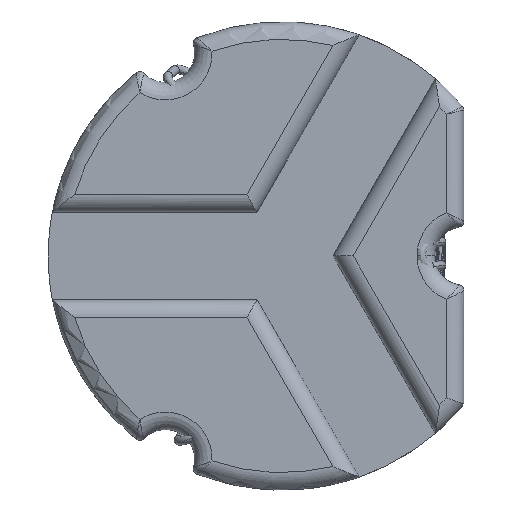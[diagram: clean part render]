
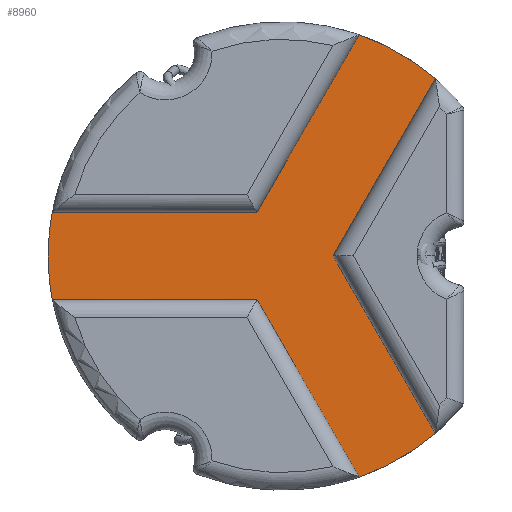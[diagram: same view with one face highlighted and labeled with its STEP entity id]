
A CAD part, front view. The second image highlights one B-rep face of the part: STEP entity #8960.
In plain terms, the highlighted planar face has unit normal (0, -1, 0).
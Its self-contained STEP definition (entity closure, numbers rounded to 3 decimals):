
#220 = CARTESIAN_POINT ( 'NONE',  ( 2.614, -2.2, -3.028 ) ) ;
#367 = EDGE_CURVE ( 'NONE', #412, #2111, #9134, .T. ) ;
#412 = VERTEX_POINT ( 'NONE', #9692 ) ;
#462 = DIRECTION ( 'NONE',  ( 0., 1., 0. ) ) ;
#506 = VERTEX_POINT ( 'NONE', #220 ) ;
#554 = ORIENTED_EDGE ( 'NONE', *, *, #7537, .F. ) ;
#676 = CARTESIAN_POINT ( 'NONE',  ( 1.315, -2.2, -3.778 ) ) ;
#714 = DIRECTION ( 'NONE',  ( 0., 1., 0. ) ) ;
#855 = CARTESIAN_POINT ( 'NONE',  ( -0.65, -2.2, -0.375 ) ) ;
#1223 = AXIS2_PLACEMENT_3D ( 'NONE', #10477, #714, #7232 ) ;
#1224 = DIRECTION ( 'NONE',  ( 0., 1., 0. ) ) ;
#1242 = LINE ( 'NONE', #7169, #9625 ) ;
#1279 = EDGE_CURVE ( 'NONE', #2726, #9643, #3699, .T. ) ;
#1442 = CARTESIAN_POINT ( 'NONE',  ( 0., -2.2, 0.75 ) ) ;
#1793 = EDGE_CURVE ( 'NONE', #506, #2111, #3307, .T. ) ;
#1807 = ORIENTED_EDGE ( 'NONE', *, *, #5449, .T. ) ;
#1834 = AXIS2_PLACEMENT_3D ( 'NONE', #4426, #5135, #5239 ) ;
#1894 = EDGE_CURVE ( 'NONE', #9794, #6543, #8373, .T. ) ;
#1972 = CARTESIAN_POINT ( 'NONE',  ( -3.929, -2.2, -0.75 ) ) ;
#2099 = CARTESIAN_POINT ( 'NONE',  ( 0.65, -2.2, -0.375 ) ) ;
#2101 = ORIENTED_EDGE ( 'NONE', *, *, #9100, .F. ) ;
#2111 = VERTEX_POINT ( 'NONE', #676 ) ;
#2231 = CARTESIAN_POINT ( 'NONE',  ( 0.866, -2.2, 0. ) ) ;
#2377 = CARTESIAN_POINT ( 'NONE',  ( 0., -2.2, 0. ) ) ;
#2461 = EDGE_CURVE ( 'NONE', #412, #2726, #3937, .T. ) ;
#2726 = VERTEX_POINT ( 'NONE', #1972 ) ;
#3097 = LINE ( 'NONE', #1442, #6507 ) ;
#3101 = ORIENTED_EDGE ( 'NONE', *, *, #1279, .F. ) ;
#3177 = DIRECTION ( 'NONE',  ( -1., 0., 0. ) ) ;
#3307 = CIRCLE ( 'NONE', #8656, 4. ) ;
#3403 = CARTESIAN_POINT ( 'NONE',  ( 0., -2.2, -0.75 ) ) ;
#3699 = CIRCLE ( 'NONE', #4462, 4. ) ;
#3722 = VERTEX_POINT ( 'NONE', #5058 ) ;
#3937 = LINE ( 'NONE', #3403, #8489 ) ;
#4054 = VERTEX_POINT ( 'NONE', #9307 ) ;
#4395 = DIRECTION ( 'NONE',  ( 0.5, 0., -0.866 ) ) ;
#4417 = ORIENTED_EDGE ( 'NONE', *, *, #8959, .T. ) ;
#4426 = CARTESIAN_POINT ( 'NONE',  ( 0., -2.2, 0. ) ) ;
#4462 = AXIS2_PLACEMENT_3D ( 'NONE', #2377, #5545, #3177 ) ;
#4465 = VECTOR ( 'NONE', #4395, 1000. ) ;
#5058 = CARTESIAN_POINT ( 'NONE',  ( -0.433, -2.2, 0.75 ) ) ;
#5135 = DIRECTION ( 'NONE',  ( 0., 1., 0. ) ) ;
#5239 = DIRECTION ( 'NONE',  ( -1., 0., 0. ) ) ;
#5325 = CARTESIAN_POINT ( 'NONE',  ( 0., -2.2, 0. ) ) ;
#5401 = DIRECTION ( 'NONE',  ( 0.5, 0., 0.866 ) ) ;
#5449 = EDGE_CURVE ( 'NONE', #3722, #4054, #3097, .T. ) ;
#5545 = DIRECTION ( 'NONE',  ( 0., 1., 0. ) ) ;
#5572 = PLANE ( 'NONE',  #1223 ) ;
#5630 = DIRECTION ( 'NONE',  ( 0.5, 0., -0.866 ) ) ;
#5780 = ORIENTED_EDGE ( 'NONE', *, *, #1793, .F. ) ;
#6421 = DIRECTION ( 'NONE',  ( 0.5, 0., 0.866 ) ) ;
#6507 = VECTOR ( 'NONE', #7940, 1000. ) ;
#6543 = VERTEX_POINT ( 'NONE', #9248 ) ;
#6747 = CIRCLE ( 'NONE', #1834, 4. ) ;
#6837 = CARTESIAN_POINT ( 'NONE',  ( 0.65, -2.2, 0.375 ) ) ;
#6916 = CARTESIAN_POINT ( 'NONE',  ( 1.315, -2.2, 3.778 ) ) ;
#7169 = CARTESIAN_POINT ( 'NONE',  ( -0.65, -2.2, 0.375 ) ) ;
#7232 = DIRECTION ( 'NONE',  ( 1., 0., 0. ) ) ;
#7537 = EDGE_CURVE ( 'NONE', #9643, #4054, #6747, .T. ) ;
#7604 = VECTOR ( 'NONE', #5401, 1000. ) ;
#7614 = EDGE_CURVE ( 'NONE', #9973, #506, #8771, .T. ) ;
#7729 = LINE ( 'NONE', #2099, #7604 ) ;
#7761 = DIRECTION ( 'NONE',  ( -1., 0., 0. ) ) ;
#7940 = DIRECTION ( 'NONE',  ( -1., 0., 0. ) ) ;
#8295 = ORIENTED_EDGE ( 'NONE', *, *, #7614, .F. ) ;
#8355 = CARTESIAN_POINT ( 'NONE',  ( -4., -2.2, 0. ) ) ;
#8373 = CIRCLE ( 'NONE', #8461, 4. ) ;
#8461 = AXIS2_PLACEMENT_3D ( 'NONE', #5325, #462, #9253 ) ;
#8489 = VECTOR ( 'NONE', #9054, 1000. ) ;
#8656 = AXIS2_PLACEMENT_3D ( 'NONE', #10149, #1224, #7761 ) ;
#8755 = VECTOR ( 'NONE', #5630, 1000. ) ;
#8771 = LINE ( 'NONE', #6837, #4465 ) ;
#8804 = ORIENTED_EDGE ( 'NONE', *, *, #1894, .F. ) ;
#8864 = FACE_OUTER_BOUND ( 'NONE', #10451, .T. ) ;
#8959 = EDGE_CURVE ( 'NONE', #9973, #6543, #7729, .T. ) ;
#8960 = ADVANCED_FACE ( 'NONE', ( #8864 ), #5572, .F. ) ;
#9054 = DIRECTION ( 'NONE',  ( -1., 0., 0. ) ) ;
#9100 = EDGE_CURVE ( 'NONE', #3722, #9794, #1242, .T. ) ;
#9134 = LINE ( 'NONE', #855, #8755 ) ;
#9166 = ORIENTED_EDGE ( 'NONE', *, *, #2461, .F. ) ;
#9248 = CARTESIAN_POINT ( 'NONE',  ( 2.614, -2.2, 3.028 ) ) ;
#9253 = DIRECTION ( 'NONE',  ( -1., 0., 0. ) ) ;
#9307 = CARTESIAN_POINT ( 'NONE',  ( -3.929, -2.2, 0.75 ) ) ;
#9625 = VECTOR ( 'NONE', #6421, 1000. ) ;
#9643 = VERTEX_POINT ( 'NONE', #8355 ) ;
#9692 = CARTESIAN_POINT ( 'NONE',  ( -0.433, -2.2, -0.75 ) ) ;
#9794 = VERTEX_POINT ( 'NONE', #6916 ) ;
#9973 = VERTEX_POINT ( 'NONE', #2231 ) ;
#10149 = CARTESIAN_POINT ( 'NONE',  ( 0., -2.2, 0. ) ) ;
#10190 = ORIENTED_EDGE ( 'NONE', *, *, #367, .T. ) ;
#10451 = EDGE_LOOP ( 'NONE', ( #2101, #1807, #554, #3101, #9166, #10190, #5780, #8295, #4417, #8804 ) ) ;
#10477 = CARTESIAN_POINT ( 'NONE',  ( 0., -2.2, 0. ) ) ;
